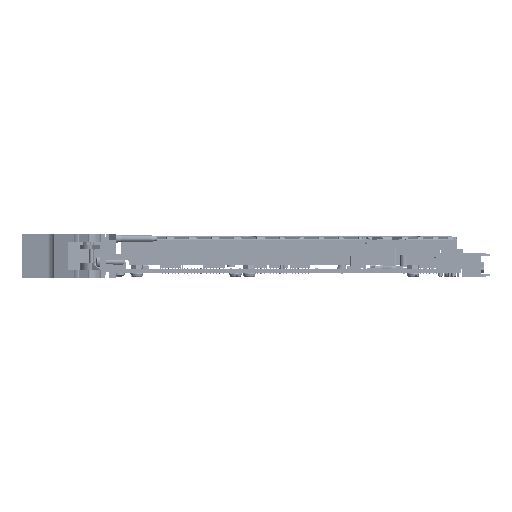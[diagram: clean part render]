
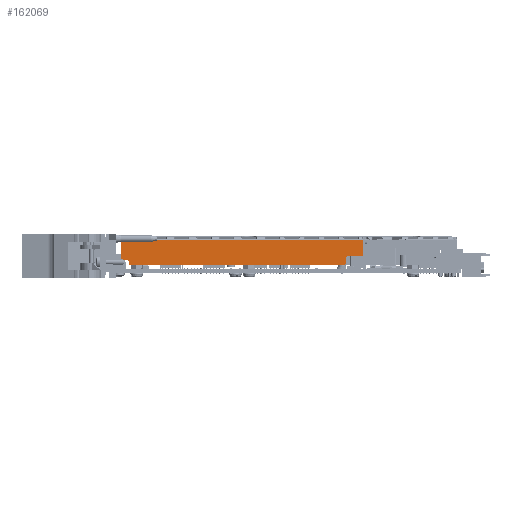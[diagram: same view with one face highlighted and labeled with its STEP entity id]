
A CAD part, front view. The second image highlights one B-rep face of the part: STEP entity #162069.
In plain terms, the highlighted planar face has unit normal (0, -1, 0).
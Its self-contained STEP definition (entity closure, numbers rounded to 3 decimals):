
#28185 = FACE_OUTER_BOUND ( 'NONE', #165653, .T. ) ;
#29842 = CARTESIAN_POINT ( 'NONE',  ( 25.114, -37.573, -2.59 ) ) ;
#29868 = CARTESIAN_POINT ( 'NONE',  ( 26.114, -37.573, 4.673 ) ) ;
#30978 = CARTESIAN_POINT ( 'NONE',  ( 25.114, -37.573, -1.59 ) ) ;
#30982 = DIRECTION ( 'NONE',  ( 0., -1., 0. ) ) ;
#30985 = DIRECTION ( 'NONE',  ( 0., 0., 1. ) ) ;
#31068 = DIRECTION ( 'NONE',  ( 1., 0., 0. ) ) ;
#31081 = CARTESIAN_POINT ( 'NONE',  ( 67.85, -37.573, 4.673 ) ) ;
#35555 = AXIS2_PLACEMENT_3D ( 'NONE', #63298, #63301, #63305 ) ;
#35565 = AXIS2_PLACEMENT_3D ( 'NONE', #62824, #62825, #62828 ) ;
#35635 = AXIS2_PLACEMENT_3D ( 'NONE', #74322, #74325, #74328 ) ;
#35650 = AXIS2_PLACEMENT_3D ( 'NONE', #74032, #74034, #74035 ) ;
#45556 = CARTESIAN_POINT ( 'NONE',  ( 67.85, -37.573, -6.59 ) ) ;
#45564 = DIRECTION ( 'NONE',  ( -1., 0., 0. ) ) ;
#48024 = CARTESIAN_POINT ( 'NONE',  ( -84.769, -37.573, -4.09 ) ) ;
#48028 = DIRECTION ( 'NONE',  ( -1., 0., 0. ) ) ;
#49677 = AXIS2_PLACEMENT_3D ( 'NONE', #220635, #220636, #220640 ) ;
#50340 = AXIS2_PLACEMENT_3D ( 'NONE', #30978, #30982, #30985 ) ;
#53822 = EDGE_CURVE ( 'NONE', #96985, #97092, #167331, .T. ) ;
#53889 = EDGE_CURVE ( 'NONE', #224819, #97092, #167435, .T. ) ;
#53997 = EDGE_CURVE ( 'NONE', #90316, #224851, #167581, .T. ) ;
#56052 = LINE ( 'NONE', #45556, #56063 ) ;
#56063 = VECTOR ( 'NONE', #45564, 1000. ) ;
#57617 = LINE ( 'NONE', #48024, #57627 ) ;
#57627 = VECTOR ( 'NONE', #48028, 1000. ) ;
#58082 = EDGE_CURVE ( 'NONE', #224819, #90316, #171494, .T. ) ;
#58137 = EDGE_CURVE ( 'NONE', #96771, #224851, #171513, .T. ) ;
#62824 = CARTESIAN_POINT ( 'NONE',  ( 17.114, -37.573, -5.59 ) ) ;
#62825 = DIRECTION ( 'NONE',  ( 0., -1., 0. ) ) ;
#62828 = DIRECTION ( 'NONE',  ( 0., 0., 1. ) ) ;
#63298 = CARTESIAN_POINT ( 'NONE',  ( -83.769, -37.573, -3.09 ) ) ;
#63301 = DIRECTION ( 'NONE',  ( 0., -1., 0. ) ) ;
#63305 = DIRECTION ( 'NONE',  ( 0., 0., 1. ) ) ;
#63693 = CARTESIAN_POINT ( 'NONE',  ( 18.114, -37.573, -2.59 ) ) ;
#63697 = DIRECTION ( 'NONE',  ( 0., 0., -1. ) ) ;
#67275 = CARTESIAN_POINT ( 'NONE',  ( 17.114, -37.573, -6.59 ) ) ;
#67968 = CIRCLE ( 'NONE', #35650, 1. ) ;
#68097 = CIRCLE ( 'NONE', #35635, 1. ) ;
#69107 = CIRCLE ( 'NONE', #35565, 1. ) ;
#69219 = CIRCLE ( 'NONE', #35555, 1. ) ;
#69386 = LINE ( 'NONE', #63693, #69392 ) ;
#69392 = VECTOR ( 'NONE', #63697, 1000. ) ;
#74032 = CARTESIAN_POINT ( 'NONE',  ( -82.169, -37.573, -5.09 ) ) ;
#74034 = DIRECTION ( 'NONE',  ( 0., -1., 0. ) ) ;
#74035 = DIRECTION ( 'NONE',  ( -1., 0., 0. ) ) ;
#74322 = CARTESIAN_POINT ( 'NONE',  ( -80.169, -37.573, -5.59 ) ) ;
#74325 = DIRECTION ( 'NONE',  ( 0., -1., 0. ) ) ;
#74328 = DIRECTION ( 'NONE',  ( 0., 0., 1. ) ) ;
#75333 = CARTESIAN_POINT ( 'NONE',  ( 18.114, -37.573, -5.59 ) ) ;
#77378 = CARTESIAN_POINT ( 'NONE',  ( -84.769, -37.573, 4.673 ) ) ;
#77983 = CARTESIAN_POINT ( 'NONE',  ( 18.114, -37.573, -3.59 ) ) ;
#78193 = CARTESIAN_POINT ( 'NONE',  ( 19.114, -37.573, -2.59 ) ) ;
#89775 = VERTEX_POINT ( 'NONE', #99789 ) ;
#89921 = VERTEX_POINT ( 'NONE', #99925 ) ;
#89928 = VERTEX_POINT ( 'NONE', #99932 ) ;
#90316 = VERTEX_POINT ( 'NONE', #100299 ) ;
#90446 = VERTEX_POINT ( 'NONE', #100411 ) ;
#90650 = VERTEX_POINT ( 'NONE', #100591 ) ;
#90715 = VERTEX_POINT ( 'NONE', #100762 ) ;
#94807 = AXIS2_PLACEMENT_3D ( 'NONE', #111339, #111340, #111343 ) ;
#96202 = VERTEX_POINT ( 'NONE', #67275 ) ;
#96264 = VERTEX_POINT ( 'NONE', #75333 ) ;
#96771 = VERTEX_POINT ( 'NONE', #77378 ) ;
#96985 = VERTEX_POINT ( 'NONE', #77983 ) ;
#97092 = VERTEX_POINT ( 'NONE', #78193 ) ;
#99789 = CARTESIAN_POINT ( 'NONE',  ( -82.169, -37.573, -4.09 ) ) ;
#99925 = CARTESIAN_POINT ( 'NONE',  ( -84.769, -37.573, -3.09 ) ) ;
#99932 = CARTESIAN_POINT ( 'NONE',  ( -81.169, -37.573, -5.59 ) ) ;
#100299 = CARTESIAN_POINT ( 'NONE',  ( 26.114, -37.573, -1.59 ) ) ;
#100411 = CARTESIAN_POINT ( 'NONE',  ( -80.169, -37.573, -6.59 ) ) ;
#100591 = CARTESIAN_POINT ( 'NONE',  ( -81.169, -37.573, -5.09 ) ) ;
#100762 = CARTESIAN_POINT ( 'NONE',  ( -83.769, -37.573, -4.09 ) ) ;
#104189 = EDGE_CURVE ( 'NONE', #90650, #89775, #67968, .T. ) ;
#104297 = EDGE_CURVE ( 'NONE', #89928, #90446, #68097, .T. ) ;
#105541 = EDGE_CURVE ( 'NONE', #96202, #96264, #69107, .T. ) ;
#105729 = EDGE_CURVE ( 'NONE', #89921, #90715, #69219, .T. ) ;
#105955 = EDGE_CURVE ( 'NONE', #96985, #96264, #69386, .T. ) ;
#106073 = CARTESIAN_POINT ( 'NONE',  ( -84.769, -37.573, -6.59 ) ) ;
#106081 = DIRECTION ( 'NONE',  ( 0., 0., 1. ) ) ;
#109577 = EDGE_CURVE ( 'NONE', #96202, #90446, #56052, .T. ) ;
#110473 = EDGE_CURVE ( 'NONE', #89775, #90715, #57617, .T. ) ;
#111319 = PLANE ( 'NONE',  #94807 ) ;
#111339 = CARTESIAN_POINT ( 'NONE',  ( 67.85, -37.573, -6.59 ) ) ;
#111340 = DIRECTION ( 'NONE',  ( 0., 1., 0. ) ) ;
#111343 = DIRECTION ( 'NONE',  ( 0., 0., 1. ) ) ;
#111721 = EDGE_CURVE ( 'NONE', #89921, #96771, #130778, .T. ) ;
#112526 = EDGE_CURVE ( 'NONE', #89928, #90650, #131659, .T. ) ;
#114005 = CARTESIAN_POINT ( 'NONE',  ( -81.169, -37.573, -5.09 ) ) ;
#114008 = DIRECTION ( 'NONE',  ( 0., 0., 1. ) ) ;
#130778 = LINE ( 'NONE', #106073, #130781 ) ;
#130781 = VECTOR ( 'NONE', #106081, 1000. ) ;
#131659 = LINE ( 'NONE', #114005, #131668 ) ;
#131668 = VECTOR ( 'NONE', #114008, 1000. ) ;
#162069 = ADVANCED_FACE ( 'NONE', ( #28185 ), #111319, .F. ) ;
#165653 = EDGE_LOOP ( 'NONE', ( #169022, #169025, #169028, #169030, #169033, #169036, #169039, #169042, #169045, #169047, #169050, #169052, #169055, #169058 ) ) ;
#167331 = CIRCLE ( 'NONE', #49677, 1. ) ;
#167435 = LINE ( 'NONE', #220763, #167442 ) ;
#167442 = VECTOR ( 'NONE', #220862, 1000. ) ;
#167581 = LINE ( 'NONE', #221260, #167592 ) ;
#167592 = VECTOR ( 'NONE', #221310, 1000. ) ;
#169022 = ORIENTED_EDGE ( 'NONE', *, *, #111721, .F. ) ;
#169025 = ORIENTED_EDGE ( 'NONE', *, *, #105729, .T. ) ;
#169028 = ORIENTED_EDGE ( 'NONE', *, *, #110473, .F. ) ;
#169030 = ORIENTED_EDGE ( 'NONE', *, *, #104189, .F. ) ;
#169033 = ORIENTED_EDGE ( 'NONE', *, *, #112526, .F. ) ;
#169036 = ORIENTED_EDGE ( 'NONE', *, *, #104297, .T. ) ;
#169039 = ORIENTED_EDGE ( 'NONE', *, *, #109577, .F. ) ;
#169042 = ORIENTED_EDGE ( 'NONE', *, *, #105541, .T. ) ;
#169045 = ORIENTED_EDGE ( 'NONE', *, *, #105955, .F. ) ;
#169047 = ORIENTED_EDGE ( 'NONE', *, *, #53822, .T. ) ;
#169050 = ORIENTED_EDGE ( 'NONE', *, *, #53889, .F. ) ;
#169052 = ORIENTED_EDGE ( 'NONE', *, *, #58082, .T. ) ;
#169055 = ORIENTED_EDGE ( 'NONE', *, *, #53997, .T. ) ;
#169058 = ORIENTED_EDGE ( 'NONE', *, *, #58137, .F. ) ;
#171494 = CIRCLE ( 'NONE', #50340, 1. ) ;
#171513 = LINE ( 'NONE', #31081, #171518 ) ;
#171518 = VECTOR ( 'NONE', #31068, 1000. ) ;
#220635 = CARTESIAN_POINT ( 'NONE',  ( 19.114, -37.573, -3.59 ) ) ;
#220636 = DIRECTION ( 'NONE',  ( 0., 1., 0. ) ) ;
#220640 = DIRECTION ( 'NONE',  ( 0., 0., 1. ) ) ;
#220763 = CARTESIAN_POINT ( 'NONE',  ( 26.114, -37.573, -2.59 ) ) ;
#220862 = DIRECTION ( 'NONE',  ( -1., 0., 0. ) ) ;
#221260 = CARTESIAN_POINT ( 'NONE',  ( 26.114, -37.573, -6.59 ) ) ;
#221310 = DIRECTION ( 'NONE',  ( 0., 0., 1. ) ) ;
#224819 = VERTEX_POINT ( 'NONE', #29842 ) ;
#224851 = VERTEX_POINT ( 'NONE', #29868 ) ;
